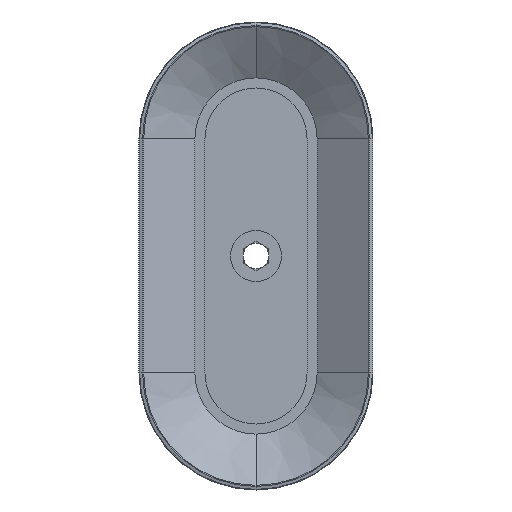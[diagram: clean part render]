
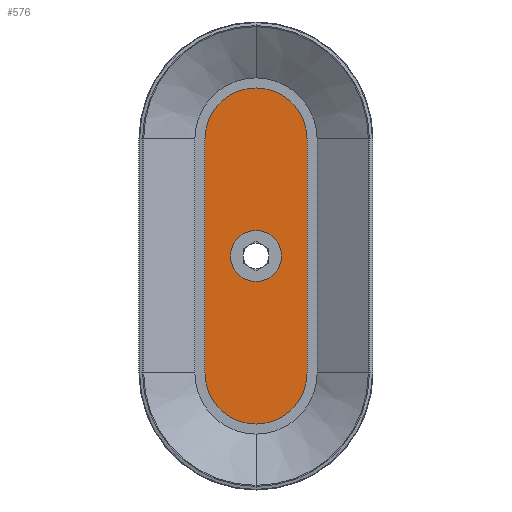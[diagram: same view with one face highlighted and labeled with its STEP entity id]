
A CAD part, front view. The second image highlights one B-rep face of the part: STEP entity #576.
In plain terms, the highlighted planar face has unit normal (0, -1, 0).
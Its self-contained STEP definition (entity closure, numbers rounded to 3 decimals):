
#576=ADVANCED_FACE('',(#1291,#1292),#1293,.F.);
#1291=FACE_BOUND('',#2153,.T.);
#1292=FACE_OUTER_BOUND('',#2154,.T.);
#1293=PLANE('',#2155);
#2153=EDGE_LOOP('',(#5067,#5068));
#2154=EDGE_LOOP('',(#5069,#5070,#5071,#5072,#5073,#5074));
#2155=AXIS2_PLACEMENT_3D('',#5075,#5076,#5077);
#5067=ORIENTED_EDGE('',*,*,#6726,.T.);
#5068=ORIENTED_EDGE('',*,*,#6394,.T.);
#5069=ORIENTED_EDGE('',*,*,#6724,.T.);
#5070=ORIENTED_EDGE('',*,*,#6560,.F.);
#5071=ORIENTED_EDGE('',*,*,#6361,.F.);
#5072=ORIENTED_EDGE('',*,*,#6624,.F.);
#5073=ORIENTED_EDGE('',*,*,#6669,.F.);
#5074=ORIENTED_EDGE('',*,*,#6483,.F.);
#5075=CARTESIAN_POINT('',(-0.5,13.0,27.5));
#5076=DIRECTION('',(0.,1.0,0.));
#5077=DIRECTION('',(-1.0,0.,0.0));
#6361=EDGE_CURVE('',#7335,#7331,#7337,.T.);
#6394=EDGE_CURVE('',#7387,#7388,#7389,.T.);
#6483=EDGE_CURVE('',#7521,#7522,#7523,.T.);
#6560=EDGE_CURVE('',#7331,#7650,#7651,.T.);
#6624=EDGE_CURVE('',#7731,#7335,#7733,.T.);
#6669=EDGE_CURVE('',#7522,#7731,#7782,.T.);
#6724=EDGE_CURVE('',#7521,#7650,#7847,.T.);
#6726=EDGE_CURVE('',#7388,#7387,#7849,.T.);
#7331=VERTEX_POINT('',#8617);
#7335=VERTEX_POINT('',#8622);
#7337=CIRCLE('',#8625,12.0);
#7387=VERTEX_POINT('',#8681);
#7388=VERTEX_POINT('',#8682);
#7389=CIRCLE('',#8683,6.0);
#7521=VERTEX_POINT('',#8855);
#7522=VERTEX_POINT('',#8856);
#7523=CIRCLE('',#8857,12.0);
#7650=VERTEX_POINT('',#9256);
#7651=CIRCLE('',#9257,12.0);
#7731=VERTEX_POINT('',#9366);
#7733=LINE('',#9369,#9370);
#7782=CIRCLE('',#9440,12.0);
#7847=LINE('',#9530,#9531);
#7849=CIRCLE('',#9533,6.0);
#8617=CARTESIAN_POINT('',(0.,13.0,-39.5));
#8622=CARTESIAN_POINT('',(12.0,13.0,-27.5));
#8625=AXIS2_PLACEMENT_3D('',#10873,#10874,#10875);
#8681=CARTESIAN_POINT('',(6.,13.0,0.));
#8682=CARTESIAN_POINT('',(-6.0,13.0,0.));
#8683=AXIS2_PLACEMENT_3D('',#10936,#10937,#10938);
#8855=CARTESIAN_POINT('',(-12.0,13.0,27.5));
#8856=CARTESIAN_POINT('',(0.,13.0,39.5));
#8857=AXIS2_PLACEMENT_3D('',#11082,#11083,#11084);
#9256=CARTESIAN_POINT('',(-12.0,13.0,-27.5));
#9257=AXIS2_PLACEMENT_3D('',#11163,#11164,#11165);
#9366=CARTESIAN_POINT('',(12.0,13.0,27.5));
#9369=CARTESIAN_POINT('',(12.0,13.0,27.5));
#9370=VECTOR('',#11248,1000.0);
#9440=AXIS2_PLACEMENT_3D('',#11282,#11283,#11284);
#9530=CARTESIAN_POINT('',(-12.0,13.0,27.5));
#9531=VECTOR('',#11347,1000.0);
#9533=AXIS2_PLACEMENT_3D('',#11348,#11349,#11350);
#10873=CARTESIAN_POINT('',(0.,13.0,-27.5));
#10874=DIRECTION('',(0.0,1.0,0.0));
#10875=DIRECTION('',(0.0,0.0,1.0));
#10936=CARTESIAN_POINT('',(0.,13.0,0.));
#10937=DIRECTION('',(0.,1.0,0.));
#10938=DIRECTION('',(-1.0,0.,0.));
#11082=CARTESIAN_POINT('',(0.,13.0,27.5));
#11083=DIRECTION('',(0.0,1.0,0.0));
#11084=DIRECTION('',(0.0,0.0,1.0));
#11163=CARTESIAN_POINT('',(0.,13.0,-27.5));
#11164=DIRECTION('',(0.0,1.0,0.0));
#11165=DIRECTION('',(0.0,0.0,1.0));
#11248=DIRECTION('',(0.,0.0,-1.0));
#11282=CARTESIAN_POINT('',(0.,13.0,27.5));
#11283=DIRECTION('',(0.0,1.0,0.0));
#11284=DIRECTION('',(0.0,0.0,1.0));
#11347=DIRECTION('',(0.,-0.0,-1.0));
#11348=CARTESIAN_POINT('',(0.,13.0,0.));
#11349=DIRECTION('',(0.,1.0,0.));
#11350=DIRECTION('',(-1.0,0.,0.));
